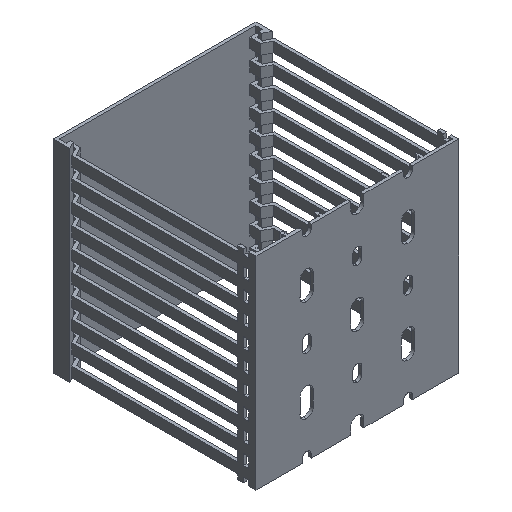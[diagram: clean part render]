
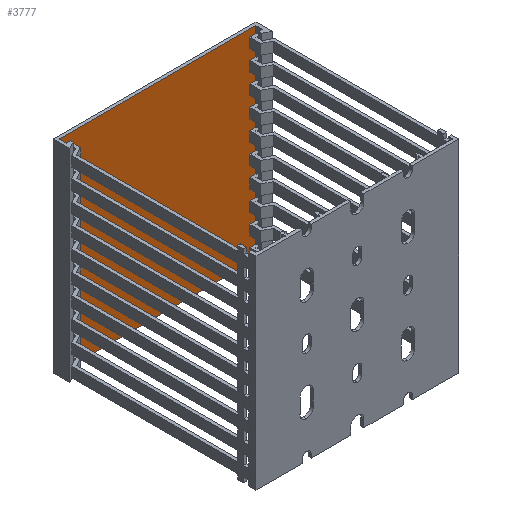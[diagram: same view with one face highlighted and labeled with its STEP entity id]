
A CAD part, isometric view. The second image highlights one B-rep face of the part: STEP entity #3777.
In plain terms, the highlighted planar face has unit normal (0, -1, 0).
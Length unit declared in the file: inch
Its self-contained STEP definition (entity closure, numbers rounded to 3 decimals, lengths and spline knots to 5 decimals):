
#120 = EDGE_CURVE ( 'NONE', #4425, #2398, #10523, .T. ) ;
#311 = ORIENTED_EDGE ( 'NONE', *, *, #630, .T. ) ;
#510 = DIRECTION ( 'NONE',  ( 0., -1., 0. ) ) ;
#630 = EDGE_CURVE ( 'NONE', #11618, #4425, #9940, .T. ) ;
#697 = EDGE_CURVE ( 'NONE', #11618, #4606, #5906, .T. ) ;
#1292 = EDGE_LOOP ( 'NONE', ( #2258, #311, #8688, #1718 ) ) ;
#1718 = ORIENTED_EDGE ( 'NONE', *, *, #5077, .F. ) ;
#2258 = ORIENTED_EDGE ( 'NONE', *, *, #697, .F. ) ;
#2398 = VERTEX_POINT ( 'NONE', #3115 ) ;
#2705 = DIRECTION ( 'NONE',  ( 0., 0., 1. ) ) ;
#3115 = CARTESIAN_POINT ( 'NONE',  ( -1.90945, 3.87795, 0. ) ) ;
#3777 = ADVANCED_FACE ( 'NONE', ( #5681 ), #12196, .T. ) ;
#4289 = VECTOR ( 'NONE', #4871, 39.37008 ) ;
#4405 = CARTESIAN_POINT ( 'NONE',  ( 1.90945, 3.87795, 0. ) ) ;
#4412 = CARTESIAN_POINT ( 'NONE',  ( 1.90945, 3.87795, -3.93701 ) ) ;
#4425 = VERTEX_POINT ( 'NONE', #4405 ) ;
#4606 = VERTEX_POINT ( 'NONE', #10348 ) ;
#4871 = DIRECTION ( 'NONE',  ( -1., 0., 0. ) ) ;
#5077 = EDGE_CURVE ( 'NONE', #4606, #2398, #13654, .T. ) ;
#5167 = VECTOR ( 'NONE', #9214, 39.37008 ) ;
#5681 = FACE_OUTER_BOUND ( 'NONE', #1292, .T. ) ;
#5845 = VECTOR ( 'NONE', #7677, 39.37008 ) ;
#5906 = LINE ( 'NONE', #7993, #4289 ) ;
#7270 = CARTESIAN_POINT ( 'NONE',  ( -1.90945, 3.87795, -3.93701 ) ) ;
#7677 = DIRECTION ( 'NONE',  ( -1., 0., 0. ) ) ;
#7828 = CARTESIAN_POINT ( 'NONE',  ( -1.90945, 3.87795, -3.93701 ) ) ;
#7993 = CARTESIAN_POINT ( 'NONE',  ( 0., 3.87795, -3.93701 ) ) ;
#8126 = CARTESIAN_POINT ( 'NONE',  ( 1.90945, 3.87795, -3.93701 ) ) ;
#8653 = CARTESIAN_POINT ( 'NONE',  ( 0., 3.87795, 0. ) ) ;
#8688 = ORIENTED_EDGE ( 'NONE', *, *, #120, .T. ) ;
#9214 = DIRECTION ( 'NONE',  ( 0., 0., 1. ) ) ;
#9940 = LINE ( 'NONE', #8126, #12723 ) ;
#10348 = CARTESIAN_POINT ( 'NONE',  ( -1.90945, 3.87795, -3.93701 ) ) ;
#10523 = LINE ( 'NONE', #8653, #5845 ) ;
#11618 = VERTEX_POINT ( 'NONE', #4412 ) ;
#11880 = AXIS2_PLACEMENT_3D ( 'NONE', #7828, #510, #12057 ) ;
#12057 = DIRECTION ( 'NONE',  ( 0., 0., -1. ) ) ;
#12196 = PLANE ( 'NONE',  #11880 ) ;
#12723 = VECTOR ( 'NONE', #2705, 39.37008 ) ;
#13654 = LINE ( 'NONE', #7270, #5167 ) ;
